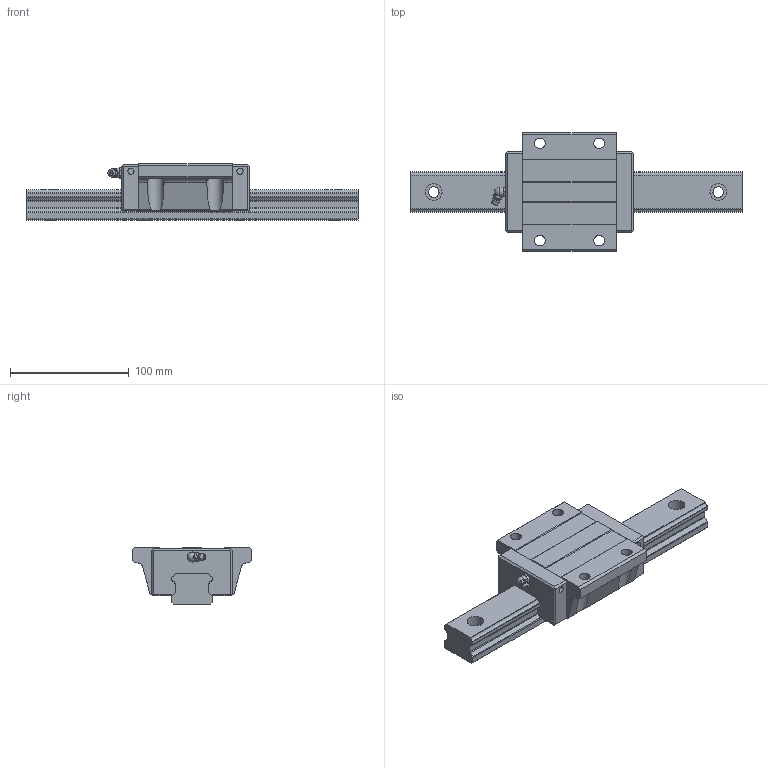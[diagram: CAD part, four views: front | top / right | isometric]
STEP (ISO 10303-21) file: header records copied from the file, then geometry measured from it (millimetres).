
FILE_DESCRIPTION(/* description */ (''),/* implementation_level */ '2;1');
FILE_NAME(/* name */ 'TRS35FN.stp',/* time_stamp */ '2012-09-20T19:21:27+08:00',/* author */ (''),/* organization */ (''),/* preprocessor_version */ 'ST-DEVELOPER v11',/* originating_system */ 'SIEMENS UGS NX 6.0',/* authorisation */ '');
FILE_SCHEMA (('CONFIG_CONTROL_DESIGN'));
Length unit declared in the file: millimetre
Products named in the file (1): darrF1B2nbde
Bounding box: 280 x 100 x 48 mm (x, y, z)
Volume: 490835.7 mm3; surface area: 78725 mm2
Topology: 3 solids, 3 shells, 189 faces, 592 edges, 425 vertices
Faces by surface type: plane 114, cylinder 65, sphere 3, cone 3, bspline 2, torus 2
Full cylindrical faces by diameter (mm): 5.08 x2, 5.2 x4, 8 x1, 9 x8, 14 x4
Entity records: 8070 total; most frequent: CARTESIAN_POINT 3081, ORIENTED_EDGE 1100, DIRECTION 872, EDGE_CURVE 550, VERTEX_POINT 404, AXIS2_PLACEMENT_3D 326, EDGE_LOOP 242, LINE 220
